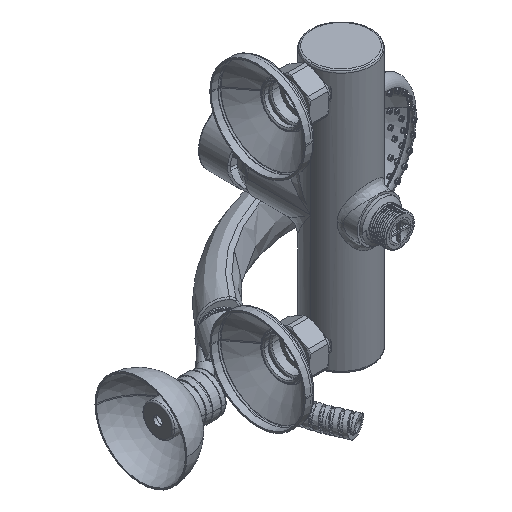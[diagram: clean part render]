
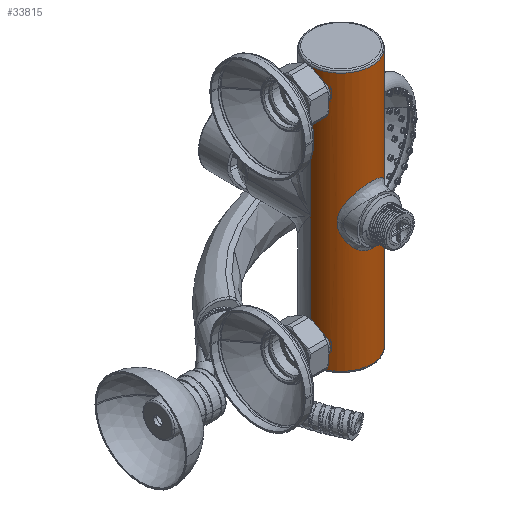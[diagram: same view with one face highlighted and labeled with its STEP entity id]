
A CAD part, isometric view. The second image highlights one B-rep face of the part: STEP entity #33815.
In plain terms, the highlighted cylindrical face has radius 21 mm (diameter 42 mm), a partial arc.
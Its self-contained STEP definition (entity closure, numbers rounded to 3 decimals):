
#7948=CARTESIAN_POINT('',(-21.,0.,-85.75));
#7949=CARTESIAN_POINT('',(-21.,-0.764,-85.75));
#7950=CARTESIAN_POINT('',(-20.915,-2.316,
-85.585));
#7951=CARTESIAN_POINT('',(-20.536,-4.583,
-84.825));
#7952=CARTESIAN_POINT('',(-19.933,-6.721,
-83.518));
#7953=CARTESIAN_POINT('',(-19.208,-8.547,
-81.687));
#7954=CARTESIAN_POINT('',(-18.555,-9.856,
-79.519));
#7955=CARTESIAN_POINT('',(-18.134,-10.594,
-77.262));
#7956=CARTESIAN_POINT('',(-18.04,-10.75,-75.742));
#7957=CARTESIAN_POINT('',(-18.04,-10.75,-75.));
#7970=CARTESIAN_POINT('',(16.154,-13.418,
0.));
#7971=CARTESIAN_POINT('',(16.154,-13.418,
-1.573));
#7972=CARTESIAN_POINT('',(15.846,-13.8,
-4.72));
#7973=CARTESIAN_POINT('',(14.187,-15.597,
-10.294));
#7974=CARTESIAN_POINT('',(11.065,-18.115,
-15.169));
#7975=CARTESIAN_POINT('',(6.255,-20.235,
-18.773));
#7976=CARTESIAN_POINT('',(1.317,-21.174,
-20.281));
#7977=CARTESIAN_POINT('',(-5.611,-20.738,
-19.57));
#7978=CARTESIAN_POINT('',(-11.225,-18.069,
-15.246));
#7979=CARTESIAN_POINT('',(-14.671,-15.108,
-8.992));
#7980=CARTESIAN_POINT('',(-15.953,-13.669,
-4.202));
#7981=CARTESIAN_POINT('',(-16.154,-13.418,
-1.051));
#7982=CARTESIAN_POINT('',(-16.154,-13.418,
0.));
#7984=CARTESIAN_POINT('',(-16.154,-13.418,
0.));
#7985=CARTESIAN_POINT('',(-16.154,-13.418,
1.05));
#7986=CARTESIAN_POINT('',(-15.95,-13.668,
4.204));
#7987=CARTESIAN_POINT('',(-14.682,-15.109,
8.985));
#7988=CARTESIAN_POINT('',(-12.067,-17.328,
13.695));
#7989=CARTESIAN_POINT('',(-8.438,-19.404,
17.396));
#7990=CARTESIAN_POINT('',(-3.862,-20.847,
19.758));
#7991=CARTESIAN_POINT('',(1.307,-21.174,20.276));
#7992=CARTESIAN_POINT('',(6.259,-20.235,18.775));
#7993=CARTESIAN_POINT('',(11.063,-18.115,15.167));
#7994=CARTESIAN_POINT('',(14.188,-15.597,10.295));
#7995=CARTESIAN_POINT('',(15.846,-13.8,4.72));
#7996=CARTESIAN_POINT('',(16.154,-13.418,1.573));
#7997=CARTESIAN_POINT('',(16.154,-13.418,
0.));
#7999=DIRECTION('',(0.,0.,1.));
#8000=VECTOR('',#7999,88.5);
#8001=CARTESIAN_POINT('',(21.,0.,-88.5));
#8002=LINE('',#8001,#8000);
#8026=DIRECTION('',(0.,0.,1.));
#8027=VECTOR('',#8026,64.25);
#8028=CARTESIAN_POINT('',(-21.,0.,-64.25));
#8029=LINE('',#8028,#8027);
#8030=DIRECTION('',(0.,0.,1.));
#8031=VECTOR('',#8030,2.75);
#8032=CARTESIAN_POINT('',(-21.,0.,-88.5));
#8033=LINE('',#8032,#8031);
#8039=CARTESIAN_POINT('',(0.,0.,-88.5));
#8040=DIRECTION('',(0.,0.,-1.));
#8041=DIRECTION('',(1.,0.,0.));
#8042=AXIS2_PLACEMENT_3D('',#8039,#8040,#8041);
#8158=DIRECTION('',(0.,0.,1.));
#8159=VECTOR('',#8158,2.75);
#8160=CARTESIAN_POINT('',(-21.,0.,85.75));
#8161=LINE('',#8160,#8159);
#8162=DIRECTION('',(0.,0.,1.));
#8163=VECTOR('',#8162,64.25);
#8164=CARTESIAN_POINT('',(-21.,0.,0.));
#8165=LINE('',#8164,#8163);
#8166=CARTESIAN_POINT('',(21.,0.,0.));
#8187=CARTESIAN_POINT('',(-21.,0.,0.));
#8189=DIRECTION('',(0.,0.,1.));
#8190=VECTOR('',#8189,88.5);
#8191=CARTESIAN_POINT('',(21.,0.,0.));
#8192=LINE('',#8191,#8190);
#8198=CARTESIAN_POINT('',(0.,0.,88.5));
#8199=DIRECTION('',(0.,0.,1.));
#8200=DIRECTION('',(-1.,0.,0.));
#8201=AXIS2_PLACEMENT_3D('',#8198,#8199,#8200);
#8243=CARTESIAN_POINT('',(-18.04,-10.75,75.));
#8244=CARTESIAN_POINT('',(-18.04,-10.75,75.742));
#8245=CARTESIAN_POINT('',(-18.134,-10.594,
77.262));
#8246=CARTESIAN_POINT('',(-18.555,-9.856,
79.518));
#8247=CARTESIAN_POINT('',(-19.208,-8.548,
81.687));
#8248=CARTESIAN_POINT('',(-19.933,-6.722,
83.518));
#8249=CARTESIAN_POINT('',(-20.536,-4.583,
84.825));
#8250=CARTESIAN_POINT('',(-20.915,-2.316,
85.585));
#8251=CARTESIAN_POINT('',(-21.,-0.764,85.75));
#8252=CARTESIAN_POINT('',(-21.,0.,85.75));
#8273=CARTESIAN_POINT('',(-21.,0.,64.25));
#8274=CARTESIAN_POINT('',(-21.,-0.764,64.25));
#8275=CARTESIAN_POINT('',(-20.915,-2.316,
64.415));
#8276=CARTESIAN_POINT('',(-20.536,-4.583,
65.175));
#8277=CARTESIAN_POINT('',(-19.933,-6.721,
66.482));
#8278=CARTESIAN_POINT('',(-19.208,-8.547,
68.313));
#8279=CARTESIAN_POINT('',(-18.555,-9.856,
70.481));
#8280=CARTESIAN_POINT('',(-18.134,-10.594,
72.738));
#8281=CARTESIAN_POINT('',(-18.04,-10.75,74.258));
#8282=CARTESIAN_POINT('',(-18.04,-10.75,75.));
#12629=CARTESIAN_POINT('',(-18.04,-10.75,-75.));
#12630=CARTESIAN_POINT('',(-18.04,-10.75,-74.258));
#12631=CARTESIAN_POINT('',(-18.134,-10.594,
-72.738));
#12632=CARTESIAN_POINT('',(-18.555,-9.856,
-70.482));
#12633=CARTESIAN_POINT('',(-19.208,-8.548,
-68.313));
#12634=CARTESIAN_POINT('',(-19.933,-6.722,
-66.482));
#12635=CARTESIAN_POINT('',(-20.536,-4.583,
-65.175));
#12636=CARTESIAN_POINT('',(-20.915,-2.316,
-64.415));
#12637=CARTESIAN_POINT('',(-21.,-0.764,-64.25));
#12638=CARTESIAN_POINT('',(-21.,0.,-64.25));
#12659=CARTESIAN_POINT('',(-16.154,-13.418,
0.));
#15502=CARTESIAN_POINT('',(-21.,0.,-88.5));
#15503=CARTESIAN_POINT('',(-21.,0.,-85.75));
#15504=VERTEX_POINT('',#15502);
#15505=VERTEX_POINT('',#15503);
#15506=CARTESIAN_POINT('',(-21.,0.,85.75));
#15507=CARTESIAN_POINT('',(-21.,0.,88.5));
#15508=VERTEX_POINT('',#15506);
#15509=VERTEX_POINT('',#15507);
#15510=VERTEX_POINT('',#8166);
#15511=VERTEX_POINT('',#8187);
#15512=CARTESIAN_POINT('',(-21.,0.,-64.25));
#15513=VERTEX_POINT('',#15512);
#15514=CARTESIAN_POINT('',(-21.,0.,64.25));
#15515=VERTEX_POINT('',#15514);
#15516=CARTESIAN_POINT('',(21.,0.,88.5));
#15517=VERTEX_POINT('',#15516);
#15518=CARTESIAN_POINT('',(21.,0.,-88.5));
#15519=VERTEX_POINT('',#15518);
#15544=VERTEX_POINT('',#12659);
#15546=VERTEX_POINT('',#7970);
#15568=CARTESIAN_POINT('',(-18.04,-10.75,-75.));
#15570=VERTEX_POINT('',#15568);
#15576=CARTESIAN_POINT('',(-18.04,-10.75,75.));
#15578=VERTEX_POINT('',#15576);
#33779=CARTESIAN_POINT('',(0.,0.,0.));
#33780=DIRECTION('',(0.,0.,1.));
#33781=DIRECTION('',(-1.,0.,0.));
#33782=AXIS2_PLACEMENT_3D('',#33779,#33780,#33781);
#33783=CYLINDRICAL_SURFACE('',#33782,21.);
#33785=ORIENTED_EDGE('',*,*,#33784,.T.);
#33787=ORIENTED_EDGE('',*,*,#33786,.T.);
#33789=ORIENTED_EDGE('',*,*,#33788,.T.);
#33791=ORIENTED_EDGE('',*,*,#33790,.T.);
#33793=ORIENTED_EDGE('',*,*,#33792,.T.);
#33795=ORIENTED_EDGE('',*,*,#33794,.T.);
#33797=ORIENTED_EDGE('',*,*,#33796,.F.);
#33799=ORIENTED_EDGE('',*,*,#33798,.F.);
#33801=ORIENTED_EDGE('',*,*,#33800,.T.);
#33803=ORIENTED_EDGE('',*,*,#33802,.T.);
#33804=ORIENTED_EDGE('',*,*,#33760,.T.);
#33806=ORIENTED_EDGE('',*,*,#33805,.T.);
#33807=EDGE_LOOP('',(#33785,#33787,#33789,#33791,#33793,#33795,#33797,#33799,
#33801,#33803,#33804,#33806));
#33808=FACE_OUTER_BOUND('',#33807,.F.);
#33810=ORIENTED_EDGE('',*,*,#33809,.F.);
#33812=ORIENTED_EDGE('',*,*,#33811,.F.);
#33813=EDGE_LOOP('',(#33810,#33812));
#33814=FACE_BOUND('',#33813,.F.);
#33815=ADVANCED_FACE('',(#33808,#33814),#33783,.T.);
#7958=B_SPLINE_CURVE_WITH_KNOTS('',3,(#7948,#7949,#7950,#7951,#7952,#7953,#7954,
#7955,#7956,#7957),.UNSPECIFIED.,.F.,.F.,(4,1,1,1,1,1,1,4),(0.,
0.143,0.286,0.429,0.571,
0.714,0.857,1.),.UNSPECIFIED.);
#7983=B_SPLINE_CURVE_WITH_KNOTS('',3,(#7970,#7971,#7972,#7973,#7974,#7975,#7976,
#7977,#7978,#7979,#7980,#7981,#7982),.UNSPECIFIED.,.F.,.F.,(4,1,1,1,1,1,1,1,1,1,
4),(0.,0.071,0.143,0.286,
0.381,0.476,0.571,0.762,
0.857,0.952,1.),.UNSPECIFIED.);
#7998=B_SPLINE_CURVE_WITH_KNOTS('',3,(#7984,#7985,#7986,#7987,#7988,#7989,#7990,
#7991,#7992,#7993,#7994,#7995,#7996,#7997),.UNSPECIFIED.,.F.,.F.,(4,1,1,1,1,1,1,
1,1,1,1,4),(0.,0.048,0.143,0.238,
0.333,0.429,0.524,0.619,
0.714,0.857,0.929,1.),.UNSPECIFIED.);
#8043=CIRCLE('',#8042,21.);
#8202=CIRCLE('',#8201,21.);
#8253=B_SPLINE_CURVE_WITH_KNOTS('',3,(#8243,#8244,#8245,#8246,#8247,#8248,#8249,
#8250,#8251,#8252),.UNSPECIFIED.,.F.,.F.,(4,1,1,1,1,1,1,4),(0.,
0.143,0.286,0.429,0.571,
0.714,0.857,1.),.UNSPECIFIED.);
#8283=B_SPLINE_CURVE_WITH_KNOTS('',3,(#8273,#8274,#8275,#8276,#8277,#8278,#8279,
#8280,#8281,#8282),.UNSPECIFIED.,.F.,.F.,(4,1,1,1,1,1,1,4),(0.,
0.143,0.286,0.429,0.571,
0.714,0.857,1.),.UNSPECIFIED.);
#12639=B_SPLINE_CURVE_WITH_KNOTS('',3,(#12629,#12630,#12631,#12632,#12633,
#12634,#12635,#12636,#12637,#12638),.UNSPECIFIED.,.F.,.F.,(4,1,1,1,1,1,1,4),(
0.,0.143,0.286,0.429,0.571,
0.714,0.857,1.),.UNSPECIFIED.);
#33760=EDGE_CURVE('',#15505,#15570,#7958,.T.);
#33784=EDGE_CURVE('',#15513,#15511,#8029,.T.);
#33786=EDGE_CURVE('',#15511,#15515,#8165,.T.);
#33788=EDGE_CURVE('',#15515,#15578,#8283,.T.);
#33790=EDGE_CURVE('',#15578,#15508,#8253,.T.);
#33792=EDGE_CURVE('',#15508,#15509,#8161,.T.);
#33794=EDGE_CURVE('',#15509,#15517,#8202,.T.);
#33796=EDGE_CURVE('',#15510,#15517,#8192,.T.);
#33798=EDGE_CURVE('',#15519,#15510,#8002,.T.);
#33800=EDGE_CURVE('',#15519,#15504,#8043,.T.);
#33802=EDGE_CURVE('',#15504,#15505,#8033,.T.);
#33805=EDGE_CURVE('',#15570,#15513,#12639,.T.);
#33809=EDGE_CURVE('',#15546,#15544,#7983,.T.);
#33811=EDGE_CURVE('',#15544,#15546,#7998,.T.);
